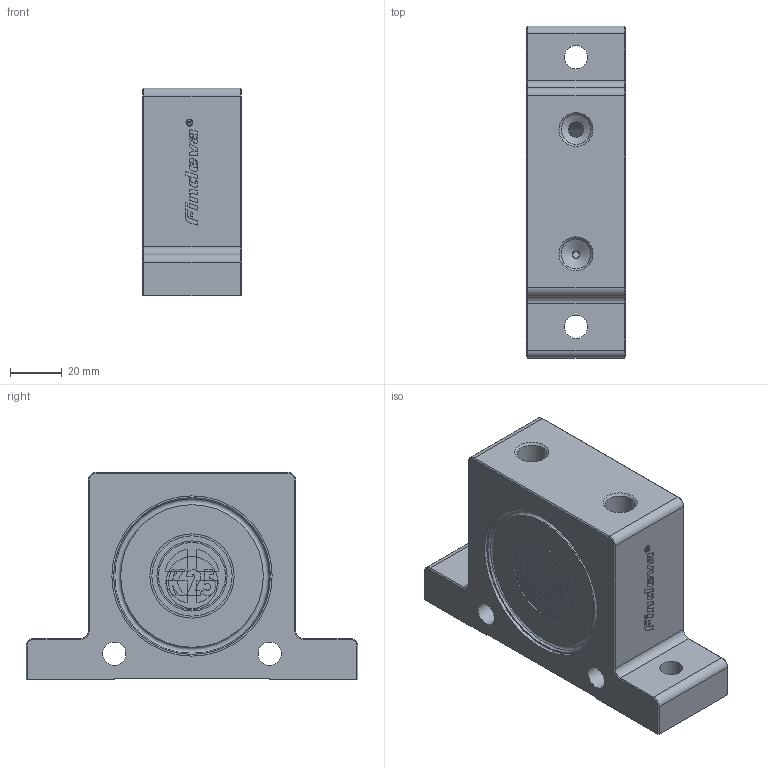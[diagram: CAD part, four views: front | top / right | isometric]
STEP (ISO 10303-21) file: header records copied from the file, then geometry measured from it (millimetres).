
FILE_DESCRIPTION((''),'2;1');
FILE_NAME('1025-00-M.stp','2012-04-15T22:24:19',('Petr'),(''),'Autodesk Inventor 2011','Autodesk Inventor 2011','');
FILE_SCHEMA(('CONFIG_CONTROL_DESIGN'));
Length unit declared in the file: millimetre
Products named in the file (1): 1025-00-M
Bounding box: 38 x 128 x 80 mm (x, y, z)
Volume: 155607.5 mm3; surface area: 49155.5 mm2
Topology: 1 solids, 1 shells, 382 faces, 964 edges, 634 vertices
Faces by surface type: plane 236, cylinder 106, cone 22, bspline 16, torus 2
Full cylindrical faces by diameter (mm): 2.403 x1, 2.672 x1, 2.8 x1, 6 x1, 9 x4, 11.445 x2, 20 x2, 25.8 x2, 27 x2, 31 x2, 32.5 x2, 55 x2, 61.8 x2, 63.8 x1
Entity records: 11772 total; most frequent: CARTESIAN_POINT 2315, DIRECTION 1865, ORIENTED_EDGE 1834, EDGE_CURVE 917, VECTOR 633, LINE 633, VERTEX_POINT 624, AXIS2_PLACEMENT_3D 616
